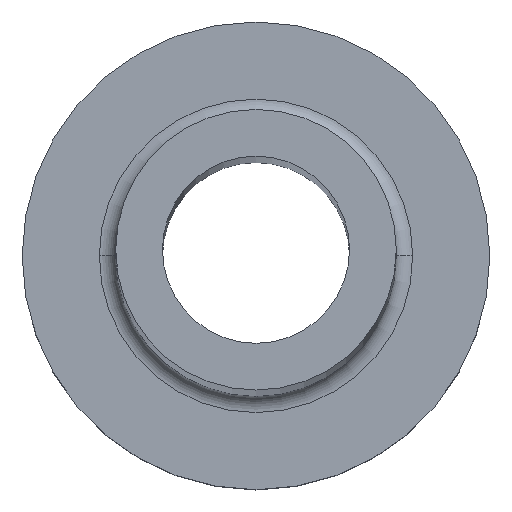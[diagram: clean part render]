
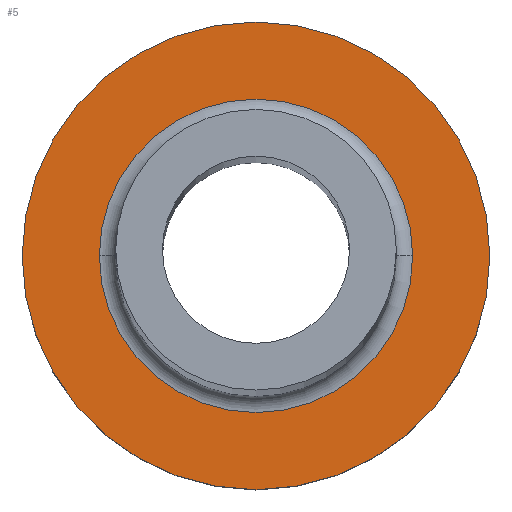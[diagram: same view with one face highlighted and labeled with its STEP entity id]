
A CAD part, top view. The second image highlights one B-rep face of the part: STEP entity #5.
In plain terms, the highlighted planar face has unit normal (0, 0, 1).
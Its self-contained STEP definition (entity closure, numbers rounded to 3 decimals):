
#5 = ADVANCED_FACE ( 'NONE', ( #36, #157 ), #269, .T. ) ;
#10 = VERTEX_POINT ( 'NONE', #291 ) ;
#11 = AXIS2_PLACEMENT_3D ( 'NONE', #351, #27, #349 ) ;
#13 = ORIENTED_EDGE ( 'NONE', *, *, #325, .T. ) ;
#21 = DIRECTION ( 'NONE',  ( 1., 0., 0. ) ) ;
#27 = DIRECTION ( 'NONE',  ( 0., 0., -1. ) ) ;
#31 = DIRECTION ( 'NONE',  ( 1., 0., 0. ) ) ;
#32 = ORIENTED_EDGE ( 'NONE', *, *, #281, .T. ) ;
#36 = FACE_BOUND ( 'NONE', #333, .T. ) ;
#42 = DIRECTION ( 'NONE',  ( 0., 0., 1. ) ) ;
#58 = ORIENTED_EDGE ( 'NONE', *, *, #177, .T. ) ;
#60 = CARTESIAN_POINT ( 'NONE',  ( 0., 0., 7. ) ) ;
#70 = EDGE_CURVE ( 'NONE', #206, #330, #99, .T. ) ;
#82 = CARTESIAN_POINT ( 'NONE',  ( 10., 0., 7. ) ) ;
#99 = CIRCLE ( 'NONE', #312, 10. ) ;
#100 = CARTESIAN_POINT ( 'NONE',  ( -10., 0., 7. ) ) ;
#114 = DIRECTION ( 'NONE',  ( 1., 0., 0. ) ) ;
#123 = DIRECTION ( 'NONE',  ( 0., 0., 1. ) ) ;
#157 = FACE_OUTER_BOUND ( 'NONE', #185, .T. ) ;
#164 = AXIS2_PLACEMENT_3D ( 'NONE', #280, #252, #114 ) ;
#174 = CIRCLE ( 'NONE', #11, 6.7 ) ;
#177 = EDGE_CURVE ( 'NONE', #330, #206, #327, .T. ) ;
#181 = DIRECTION ( 'NONE',  ( 0., 0., 1. ) ) ;
#185 = EDGE_LOOP ( 'NONE', ( #297, #58 ) ) ;
#189 = CARTESIAN_POINT ( 'NONE',  ( 6.7, 0., 7. ) ) ;
#206 = VERTEX_POINT ( 'NONE', #100 ) ;
#214 = VERTEX_POINT ( 'NONE', #189 ) ;
#217 = CIRCLE ( 'NONE', #164, 6.7 ) ;
#252 = DIRECTION ( 'NONE',  ( 0., 0., -1. ) ) ;
#261 = CARTESIAN_POINT ( 'NONE',  ( 0., 0., 7. ) ) ;
#269 = PLANE ( 'NONE',  #298 ) ;
#275 = CARTESIAN_POINT ( 'NONE',  ( 0., 0., 7. ) ) ;
#277 = DIRECTION ( 'NONE',  ( 1., 0., 0. ) ) ;
#280 = CARTESIAN_POINT ( 'NONE',  ( 0., 0., 7. ) ) ;
#281 = EDGE_CURVE ( 'NONE', #214, #10, #217, .T. ) ;
#291 = CARTESIAN_POINT ( 'NONE',  ( -6.7, 0., 7. ) ) ;
#297 = ORIENTED_EDGE ( 'NONE', *, *, #70, .T. ) ;
#298 = AXIS2_PLACEMENT_3D ( 'NONE', #261, #123, #31 ) ;
#312 = AXIS2_PLACEMENT_3D ( 'NONE', #60, #181, #21 ) ;
#315 = AXIS2_PLACEMENT_3D ( 'NONE', #275, #42, #277 ) ;
#325 = EDGE_CURVE ( 'NONE', #10, #214, #174, .T. ) ;
#327 = CIRCLE ( 'NONE', #315, 10. ) ;
#330 = VERTEX_POINT ( 'NONE', #82 ) ;
#333 = EDGE_LOOP ( 'NONE', ( #32, #13 ) ) ;
#349 = DIRECTION ( 'NONE',  ( 1., 0., 0. ) ) ;
#351 = CARTESIAN_POINT ( 'NONE',  ( 0., 0., 7. ) ) ;
